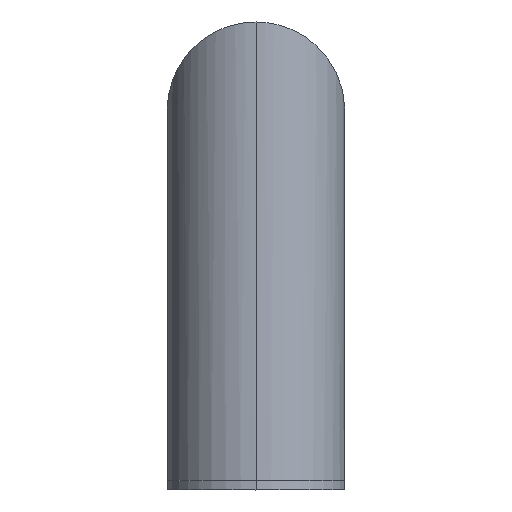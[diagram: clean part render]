
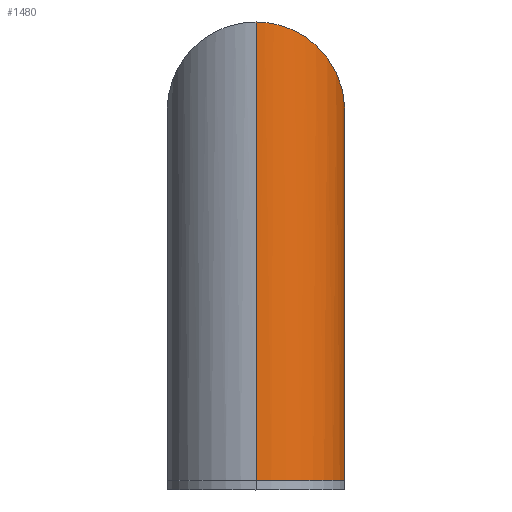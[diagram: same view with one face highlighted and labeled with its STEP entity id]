
A CAD part, top view. The second image highlights one B-rep face of the part: STEP entity #1480.
In plain terms, the highlighted cylindrical face has radius 6.35 mm (diameter 12.7 mm), a partial arc.
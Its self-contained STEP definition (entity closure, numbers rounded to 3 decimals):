
#210=CARTESIAN_POINT('',(6.35,26.35,192.));
#220=VERTEX_POINT('',#210);
#250=CARTESIAN_POINT('',(0.,26.35,192.));
#260=DIRECTION('',(0.,-0.707,0.707));
#270=DIRECTION('',(0.,0.707,0.707));
#280=AXIS2_PLACEMENT_3D('',#250,#260,#270);
#290=ELLIPSE('',#280,8.98,6.35);
#300=CARTESIAN_POINT('',(0.,32.7,198.35));
#310=VERTEX_POINT('',#300);
#320=EDGE_CURVE('',#220,#310,#290,.T.);
#1130=CARTESIAN_POINT('',(0.,0.,192.));
#1140=DIRECTION('',(0.,-1.,0.));
#1150=DIRECTION('',(0.,0.,1.));
#1160=AXIS2_PLACEMENT_3D('',#1130,#1140,#1150);
#1170=CYLINDRICAL_SURFACE('',#1160,6.35);
#1180=CARTESIAN_POINT('',(0.,0.,198.35));
#1190=DIRECTION('',(0.,-1.,0.));
#1200=VECTOR('',#1190,1.);
#1210=LINE('',#1180,#1200);
#1220=CARTESIAN_POINT('',(0.,0.,198.35));
#1230=VERTEX_POINT('',#1220);
#1240=EDGE_CURVE('',#310,#1230,#1210,.T.);
#1250=ORIENTED_EDGE('',*,*,#1240,.T.);
#1260=ORIENTED_EDGE('',*,*,#320,.T.);
#1270=CARTESIAN_POINT('',(0.,20.,185.65));
#1280=VERTEX_POINT('',#1270);
#1290=EDGE_CURVE('',#1280,#220,#290,.T.);
#1300=ORIENTED_EDGE('',*,*,#1290,.T.);
#1310=CARTESIAN_POINT('',(0.,0.,185.65));
#1320=DIRECTION('',(0.,-1.,0.));
#1330=VECTOR('',#1320,1.);
#1340=LINE('',#1310,#1330);
#1350=CARTESIAN_POINT('',(0.,0.,185.65));
#1360=VERTEX_POINT('',#1350);
#1370=EDGE_CURVE('',#1280,#1360,#1340,.T.);
#1380=ORIENTED_EDGE('',*,*,#1370,.F.);
#1390=CARTESIAN_POINT('',(0.,0.,192.));
#1400=DIRECTION('',(0.,-1.,0.));
#1410=DIRECTION('',(0.,0.,1.));
#1420=AXIS2_PLACEMENT_3D('',#1390,#1400,#1410);
#1430=CIRCLE('',#1420,6.35);
#1440=EDGE_CURVE('',#1360,#1230,#1430,.T.);
#1450=ORIENTED_EDGE('',*,*,#1440,.F.);
#1460=EDGE_LOOP('',(#1450,#1380,#1300,#1260,#1250));
#1470=FACE_OUTER_BOUND('',#1460,.T.);
#1480=ADVANCED_FACE('',(#1470),#1170,.T.);
